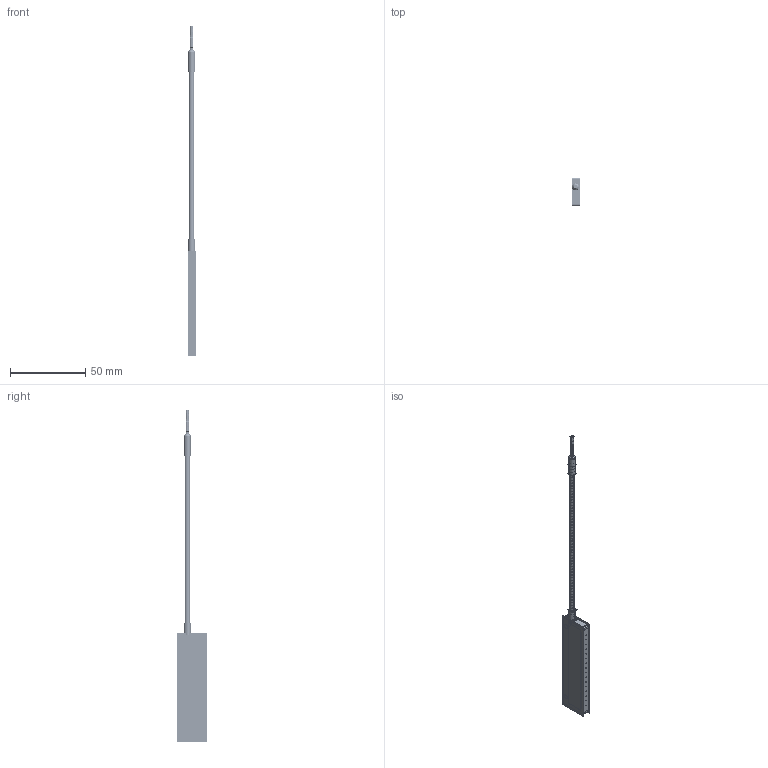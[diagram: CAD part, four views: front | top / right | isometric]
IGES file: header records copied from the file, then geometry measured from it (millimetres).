
Start section:  PTC IGES file: 193339.igs
Global section: file name: 193339.igs; native system: Creo Parametric by Parametric Technology Corporation; preprocessor: 2013230; author: pdmadmin; organization: Unknown; date: 20160217.160541; units: millimetre
Bounding box: 5.53 x 19.81 x 220.35 mm (x, y, z)
Volume: 4853.2 mm3; surface area: 53927.4 mm2
Topology: 29 solids, 30 shells, 1380 faces, 6642 edges, 8490 vertices
Faces by surface type: revolution 1062, bspline 318
